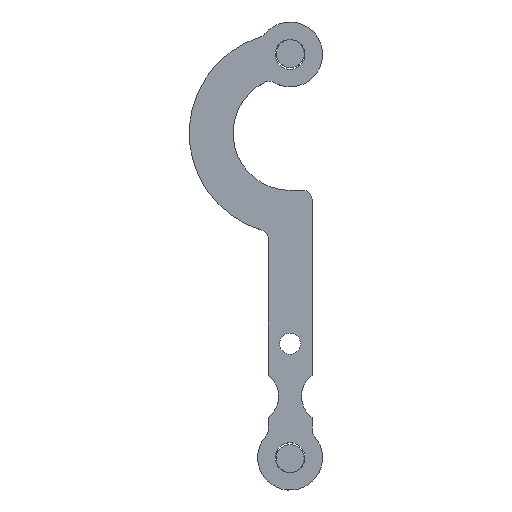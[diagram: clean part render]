
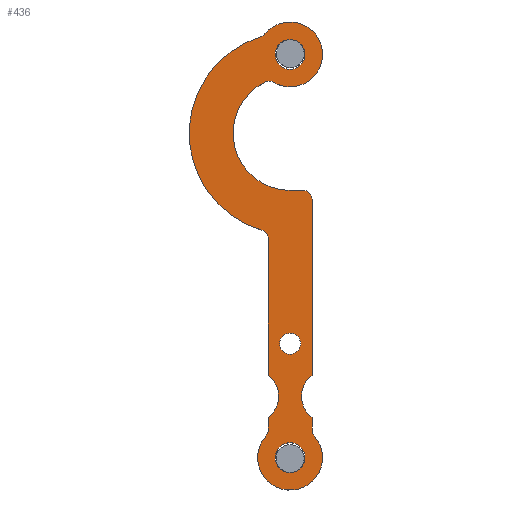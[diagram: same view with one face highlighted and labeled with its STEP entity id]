
A CAD part, top view. The second image highlights one B-rep face of the part: STEP entity #436.
In plain terms, the highlighted planar face has unit normal (0, 0, 1).
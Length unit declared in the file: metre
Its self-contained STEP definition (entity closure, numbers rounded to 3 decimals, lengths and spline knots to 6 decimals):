
#27=LINE('',#774,#54);
#28=LINE('',#776,#55);
#29=LINE('',#781,#56);
#30=LINE('',#785,#57);
#31=LINE('',#787,#58);
#54=VECTOR('',#627,1.);
#55=VECTOR('',#628,1.);
#56=VECTOR('',#635,1.);
#57=VECTOR('',#638,1.);
#58=VECTOR('',#641,1.);
#83=PLANE('',#512);
#137=ORIENTED_EDGE('',*,*,#247,.T.);
#138=ORIENTED_EDGE('',*,*,#209,.T.);
#139=ORIENTED_EDGE('',*,*,#248,.F.);
#140=ORIENTED_EDGE('',*,*,#249,.T.);
#141=ORIENTED_EDGE('',*,*,#225,.T.);
#142=ORIENTED_EDGE('',*,*,#250,.T.);
#143=ORIENTED_EDGE('',*,*,#229,.T.);
#144=ORIENTED_EDGE('',*,*,#251,.T.);
#145=ORIENTED_EDGE('',*,*,#213,.T.);
#146=ORIENTED_EDGE('',*,*,#252,.F.);
#147=ORIENTED_EDGE('',*,*,#253,.F.);
#148=ORIENTED_EDGE('',*,*,#254,.F.);
#149=ORIENTED_EDGE('',*,*,#221,.T.);
#150=ORIENTED_EDGE('',*,*,#255,.F.);
#151=ORIENTED_EDGE('',*,*,#217,.T.);
#152=ORIENTED_EDGE('',*,*,#256,.T.);
#153=ORIENTED_EDGE('',*,*,#257,.T.);
#154=ORIENTED_EDGE('',*,*,#258,.F.);
#155=ORIENTED_EDGE('',*,*,#259,.F.);
#156=ORIENTED_EDGE('',*,*,#260,.F.);
#209=EDGE_CURVE('',#268,#269,#310,.T.);
#213=EDGE_CURVE('',#272,#273,#312,.T.);
#217=EDGE_CURVE('',#276,#277,#314,.T.);
#221=EDGE_CURVE('',#280,#281,#316,.T.);
#225=EDGE_CURVE('',#284,#285,#318,.T.);
#229=EDGE_CURVE('',#288,#289,#320,.T.);
#247=EDGE_CURVE('',#300,#268,#27,.T.);
#248=EDGE_CURVE('',#301,#269,#28,.T.);
#249=EDGE_CURVE('',#301,#284,#331,.T.);
#250=EDGE_CURVE('',#285,#288,#332,.T.);
#251=EDGE_CURVE('',#289,#272,#333,.T.);
#252=EDGE_CURVE('',#302,#273,#29,.T.);
#253=EDGE_CURVE('',#303,#302,#334,.T.);
#254=EDGE_CURVE('',#280,#303,#30,.T.);
#255=EDGE_CURVE('',#276,#281,#335,.T.);
#256=EDGE_CURVE('',#277,#304,#31,.T.);
#257=EDGE_CURVE('',#304,#300,#336,.T.);
#258=EDGE_CURVE('',#305,#305,#337,.T.);
#259=EDGE_CURVE('',#306,#306,#338,.T.);
#260=EDGE_CURVE('',#307,#307,#339,.T.);
#268=VERTEX_POINT('',#698);
#269=VERTEX_POINT('',#699);
#272=VERTEX_POINT('',#707);
#273=VERTEX_POINT('',#708);
#276=VERTEX_POINT('',#716);
#277=VERTEX_POINT('',#717);
#280=VERTEX_POINT('',#725);
#281=VERTEX_POINT('',#726);
#284=VERTEX_POINT('',#734);
#285=VERTEX_POINT('',#735);
#288=VERTEX_POINT('',#743);
#289=VERTEX_POINT('',#744);
#300=VERTEX_POINT('',#775);
#301=VERTEX_POINT('',#777);
#302=VERTEX_POINT('',#782);
#303=VERTEX_POINT('',#784);
#304=VERTEX_POINT('',#788);
#305=VERTEX_POINT('',#791);
#306=VERTEX_POINT('',#793);
#307=VERTEX_POINT('',#795);
#310=CIRCLE('',#485,0.005);
#312=CIRCLE('',#488,0.005);
#314=CIRCLE('',#491,0.005);
#316=CIRCLE('',#494,0.005);
#318=CIRCLE('',#497,0.005);
#320=CIRCLE('',#500,0.005);
#331=CIRCLE('',#513,0.032543);
#332=CIRCLE('',#514,0.0185);
#333=CIRCLE('',#515,0.057543);
#334=CIRCLE('',#516,0.015);
#335=CIRCLE('',#517,0.0185);
#336=CIRCLE('',#518,0.015);
#337=CIRCLE('',#519,0.0085);
#338=CIRCLE('',#520,0.0085);
#339=CIRCLE('',#521,0.006);
#354=EDGE_LOOP('',(#137,#138,#139,#140,#141,#142,#143,#144,#145,#146,#147,
#148,#149,#150,#151,#152,#153));
#355=EDGE_LOOP('',(#154));
#356=EDGE_LOOP('',(#155));
#357=EDGE_LOOP('',(#156));
#389=FACE_BOUND('',#354,.T.);
#390=FACE_BOUND('',#355,.T.);
#391=FACE_BOUND('',#356,.T.);
#392=FACE_BOUND('',#357,.T.);
#436=ADVANCED_FACE('',(#389,#390,#391,#392),#83,.T.);
#485=AXIS2_PLACEMENT_3D('',#697,#554,#555);
#488=AXIS2_PLACEMENT_3D('',#706,#562,#563);
#491=AXIS2_PLACEMENT_3D('',#715,#570,#571);
#494=AXIS2_PLACEMENT_3D('',#724,#578,#579);
#497=AXIS2_PLACEMENT_3D('',#733,#586,#587);
#500=AXIS2_PLACEMENT_3D('',#742,#594,#595);
#512=AXIS2_PLACEMENT_3D('',#773,#625,#626);
#513=AXIS2_PLACEMENT_3D('',#778,#629,#630);
#514=AXIS2_PLACEMENT_3D('',#779,#631,#632);
#515=AXIS2_PLACEMENT_3D('',#780,#633,#634);
#516=AXIS2_PLACEMENT_3D('',#783,#636,#637);
#517=AXIS2_PLACEMENT_3D('',#786,#639,#640);
#518=AXIS2_PLACEMENT_3D('',#789,#642,#643);
#519=AXIS2_PLACEMENT_3D('',#790,#644,#645);
#520=AXIS2_PLACEMENT_3D('',#792,#646,#647);
#521=AXIS2_PLACEMENT_3D('',#794,#648,#649);
#554=DIRECTION('',(0.,0.,1.));
#555=DIRECTION('',(1.,0.,0.));
#562=DIRECTION('',(0.,0.,-1.));
#563=DIRECTION('',(1.,0.,0.));
#570=DIRECTION('',(0.,0.,-1.));
#571=DIRECTION('',(1.,0.,0.));
#578=DIRECTION('',(0.,0.,-1.));
#579=DIRECTION('',(1.,0.,0.));
#586=DIRECTION('',(0.,0.,-1.));
#587=DIRECTION('',(1.,0.,0.));
#594=DIRECTION('',(0.,0.,-1.));
#595=DIRECTION('',(1.,0.,0.));
#625=DIRECTION('',(0.,0.,1.));
#626=DIRECTION('',(1.,0.,0.));
#627=DIRECTION('',(0.,-1.,0.));
#628=DIRECTION('',(-1.,0.,0.));
#629=DIRECTION('',(0.,0.,-1.));
#630=DIRECTION('',(1.,0.,0.));
#631=DIRECTION('',(0.,0.,1.));
#632=DIRECTION('',(1.,0.,0.));
#633=DIRECTION('',(0.,0.,1.));
#634=DIRECTION('',(1.,0.,0.));
#635=DIRECTION('',(0.,-1.,0.));
#636=DIRECTION('',(0.,0.,1.));
#637=DIRECTION('',(1.,0.,0.));
#638=DIRECTION('',(0.,-1.,0.));
#639=DIRECTION('',(0.,0.,-1.));
#640=DIRECTION('',(1.,0.,0.));
#641=DIRECTION('',(0.,-1.,0.));
#642=DIRECTION('',(0.,0.,-1.));
#643=DIRECTION('',(1.,0.,0.));
#644=DIRECTION('',(0.,0.,1.));
#645=DIRECTION('',(1.,0.,0.));
#646=DIRECTION('',(0.,0.,1.));
#647=DIRECTION('',(1.,0.,0.));
#648=DIRECTION('',(0.,0.,1.));
#649=DIRECTION('',(1.,0.,0.));
#697=CARTESIAN_POINT('',(-0.0075,-0.147457,0.008));
#698=CARTESIAN_POINT('',(-0.0125,-0.147457,0.008));
#699=CARTESIAN_POINT('',(-0.0075,-0.152457,0.008));
#706=CARTESIAN_POINT('',(0.0175,-0.124955,0.008));
#707=CARTESIAN_POINT('',(0.016101,-0.129755,0.008));
#708=CARTESIAN_POINT('',(0.0125,-0.124955,0.008));
#715=CARTESIAN_POINT('',(-0.0175,-0.015684,0.008));
#716=CARTESIAN_POINT('',(-0.013777,-0.012347,0.008));
#717=CARTESIAN_POINT('',(-0.0125,-0.015684,0.008));
#724=CARTESIAN_POINT('',(0.0175,-0.015684,0.008));
#725=CARTESIAN_POINT('',(0.0125,-0.015684,0.008));
#726=CARTESIAN_POINT('',(0.013777,-0.012347,0.008));
#733=CARTESIAN_POINT('',(0.011997,-0.209793,0.008));
#734=CARTESIAN_POINT('',(0.014175,-0.214294,0.008));
#735=CARTESIAN_POINT('',(0.009445,-0.214092,0.008));
#742=CARTESIAN_POINT('',(0.018232,-0.244827,0.008));
#743=CARTESIAN_POINT('',(0.014353,-0.241672,0.008));
#744=CARTESIAN_POINT('',(0.016775,-0.240044,0.008));
#773=CARTESIAN_POINT('',(0.,0.,0.008));
#774=CARTESIAN_POINT('',(-0.0125,0.,0.008));
#775=CARTESIAN_POINT('',(-0.0125,-0.047,0.008));
#776=CARTESIAN_POINT('',(0.,-0.152457,0.008));
#777=CARTESIAN_POINT('',(0.,-0.152457,0.008));
#778=CARTESIAN_POINT('',(0.,-0.185,0.008));
#779=CARTESIAN_POINT('',(0.,-0.23,0.008));
#780=CARTESIAN_POINT('',(0.,-0.185,0.008));
#781=CARTESIAN_POINT('',(0.0125,0.,0.008));
#782=CARTESIAN_POINT('',(0.0125,-0.047,0.008));
#783=CARTESIAN_POINT('',(0.0215,-0.035,0.008));
#784=CARTESIAN_POINT('',(0.0125,-0.023,0.008));
#785=CARTESIAN_POINT('',(0.0125,0.,0.008));
#786=CARTESIAN_POINT('',(0.,0.,0.008));
#787=CARTESIAN_POINT('',(-0.0125,0.,0.008));
#788=CARTESIAN_POINT('',(-0.0125,-0.023,0.008));
#789=CARTESIAN_POINT('',(-0.0215,-0.035,0.008));
#790=CARTESIAN_POINT('',(0.,0.,0.008));
#791=CARTESIAN_POINT('',(0.0085,0.,0.008));
#792=CARTESIAN_POINT('',(0.,-0.23,0.008));
#793=CARTESIAN_POINT('',(0.0085,-0.23,0.008));
#794=CARTESIAN_POINT('',(0.,-0.065,0.008));
#795=CARTESIAN_POINT('',(0.006,-0.065,0.008));
